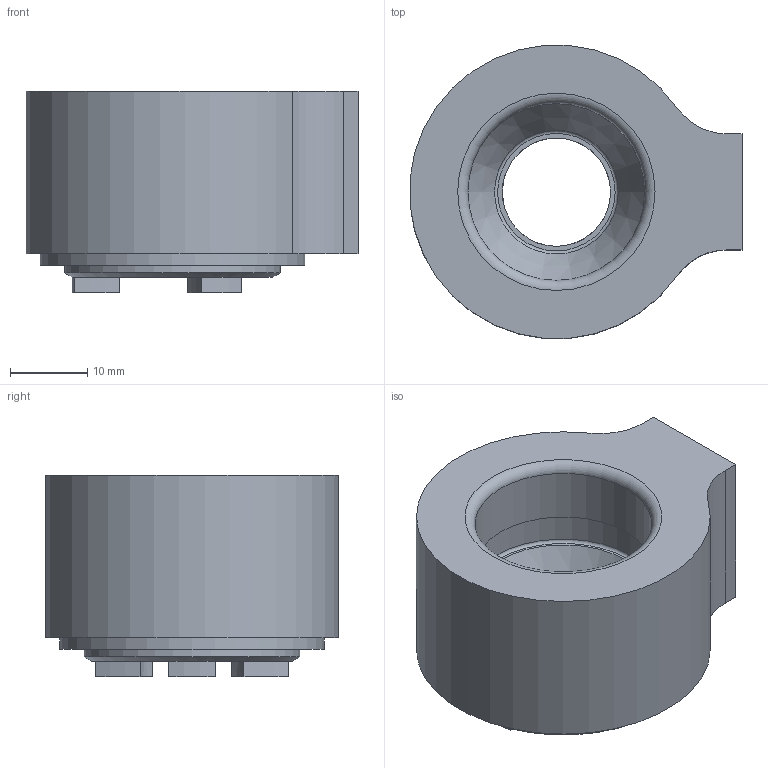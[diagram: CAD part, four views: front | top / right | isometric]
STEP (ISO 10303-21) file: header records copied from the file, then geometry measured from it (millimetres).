
FILE_DESCRIPTION(/* description */ (''),/* implementation_level */ '2;1');
FILE_NAME(/* name */ '372039000.stp',/* time_stamp */ '2022-09-23T10:52:38',/* author */ ('Ratnasingam Jekanthan'),/* organization */ ('REGO-FIX'),/* preprocessor_version */ ' Unknown',/* originating_system */ 'SIEMENS PLM Software Solid Edge ST10',/* authorization */ 'Unknown');
FILE_SCHEMA (('AUTOMOTIVE_DESIGN { 1 0 10303 214 2 1 1}'));
Length unit declared in the file: millimetre
Products named in the file (1): NOCUT
Bounding box: 42.93 x 37.86 x 26 mm (x, y, z)
Volume: 19298.4 mm3; surface area: 7096.3 mm2
Topology: 1 solids, 1 shells, 46 faces, 109 edges, 69 vertices
Faces by surface type: cylinder 22, plane 18, torus 3, cone 3
Full cylindrical faces by diameter (mm): 8.566 x1, 14 x1, 16 x1, 22.917 x1, 24.3 x1, 27.9 x1, 34.2 x1
Entity records: 1601 total; most frequent: DIRECTION 246, CARTESIAN_POINT 211, ORIENTED_EDGE 182, AXIS2_PLACEMENT_3D 107, EDGE_CURVE 91, EDGE_LOOP 65, FACE_BOUND 65, VERTEX_POINT 64
